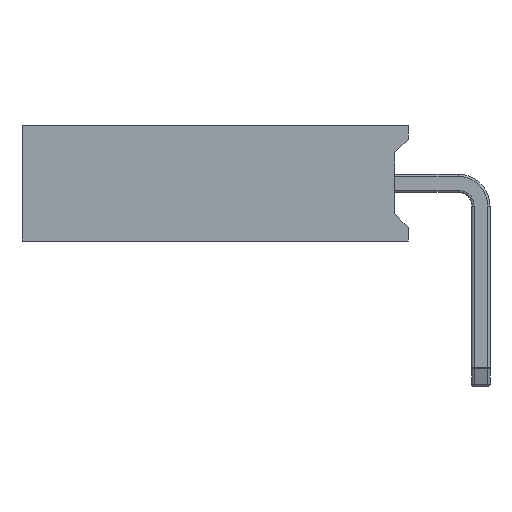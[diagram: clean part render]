
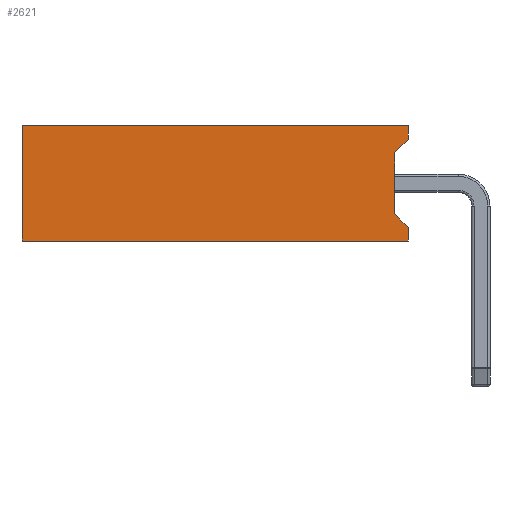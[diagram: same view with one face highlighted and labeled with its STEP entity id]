
A CAD part, left-side view. The second image highlights one B-rep face of the part: STEP entity #2621.
In plain terms, the highlighted planar face has unit normal (-1, 0, 0).
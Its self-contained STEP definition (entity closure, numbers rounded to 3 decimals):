
#114=PLANE('',#2859);
#189=FACE_OUTER_BOUND('',#352,.T.);
#352=EDGE_LOOP('',(#1721,#1722,#1723,#1724,#1725,#1726,#1727,#1728));
#519=LINE('',#4110,#717);
#523=LINE('',#4118,#721);
#529=LINE('',#4133,#727);
#540=LINE('',#4153,#738);
#541=LINE('',#4156,#739);
#544=LINE('',#4162,#742);
#545=LINE('',#4164,#743);
#546=LINE('',#4165,#744);
#717=VECTOR('',#3244,10.);
#721=VECTOR('',#3250,10.);
#727=VECTOR('',#3262,10.);
#738=VECTOR('',#3279,10.);
#739=VECTOR('',#3282,10.);
#742=VECTOR('',#3287,10.);
#743=VECTOR('',#3288,10.);
#744=VECTOR('',#3289,10.);
#1071=VERTEX_POINT('',#4108);
#1072=VERTEX_POINT('',#4109);
#1075=VERTEX_POINT('',#4117);
#1081=VERTEX_POINT('',#4132);
#1087=VERTEX_POINT('',#4151);
#1088=VERTEX_POINT('',#4155);
#1090=VERTEX_POINT('',#4161);
#1091=VERTEX_POINT('',#4163);
#1295=EDGE_CURVE('',#1071,#1072,#519,.T.);
#1299=EDGE_CURVE('',#1075,#1072,#523,.T.);
#1307=EDGE_CURVE('',#1075,#1081,#529,.T.);
#1318=EDGE_CURVE('',#1071,#1087,#540,.T.);
#1319=EDGE_CURVE('',#1088,#1081,#541,.T.);
#1322=EDGE_CURVE('',#1087,#1090,#544,.T.);
#1323=EDGE_CURVE('',#1091,#1090,#545,.T.);
#1324=EDGE_CURVE('',#1088,#1091,#546,.T.);
#1721=ORIENTED_EDGE('',*,*,#1299,.T.);
#1722=ORIENTED_EDGE('',*,*,#1295,.F.);
#1723=ORIENTED_EDGE('',*,*,#1318,.T.);
#1724=ORIENTED_EDGE('',*,*,#1322,.T.);
#1725=ORIENTED_EDGE('',*,*,#1323,.F.);
#1726=ORIENTED_EDGE('',*,*,#1324,.F.);
#1727=ORIENTED_EDGE('',*,*,#1319,.T.);
#1728=ORIENTED_EDGE('',*,*,#1307,.F.);
#2621=ADVANCED_FACE('',(#189),#114,.T.);
#2859=AXIS2_PLACEMENT_3D('',#4160,#3285,#3286);
#3244=DIRECTION('',(0.,0.707,-0.707));
#3250=DIRECTION('',(0.,0.,1.));
#3262=DIRECTION('',(0.,-0.707,-0.707));
#3279=DIRECTION('',(0.,0.,1.));
#3282=DIRECTION('',(0.,0.,1.));
#3285=DIRECTION('center_axis',(-1.,0.,0.));
#3286=DIRECTION('ref_axis',(0.,0.,
1.));
#3287=DIRECTION('',(0.,1.,0.));
#3288=DIRECTION('',(0.,0.,1.));
#3289=DIRECTION('',(0.,1.,0.));
#4108=CARTESIAN_POINT('',(-1.27,1.6,2.24));
#4109=CARTESIAN_POINT('',(-1.27,1.9,1.94));
#4110=CARTESIAN_POINT('',(-1.27,2.235,1.605));
#4117=CARTESIAN_POINT('',(-1.27,1.9,0.6));
#4118=CARTESIAN_POINT('',(-1.27,1.9,0.635));
#4132=CARTESIAN_POINT('',(-1.27,1.6,0.3));
#4133=CARTESIAN_POINT('',(-1.27,1.6,0.3));
#4151=CARTESIAN_POINT('',(-1.27,1.6,2.54));
#4153=CARTESIAN_POINT('',(-1.27,1.6,0.));
#4155=CARTESIAN_POINT('',(-1.27,1.6,0.));
#4156=CARTESIAN_POINT('',(-1.27,1.6,0.));
#4160=CARTESIAN_POINT('Origin',(-1.27,1.6,0.));
#4161=CARTESIAN_POINT('',(-1.27,10.1,2.54));
#4162=CARTESIAN_POINT('',(-1.27,1.6,2.54));
#4163=CARTESIAN_POINT('',(-1.27,10.1,0.));
#4164=CARTESIAN_POINT('',(-1.27,10.1,0.));
#4165=CARTESIAN_POINT('',(-1.27,1.6,0.));
